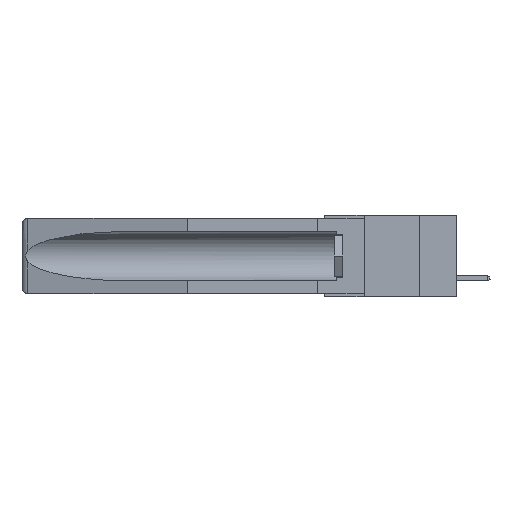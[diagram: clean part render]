
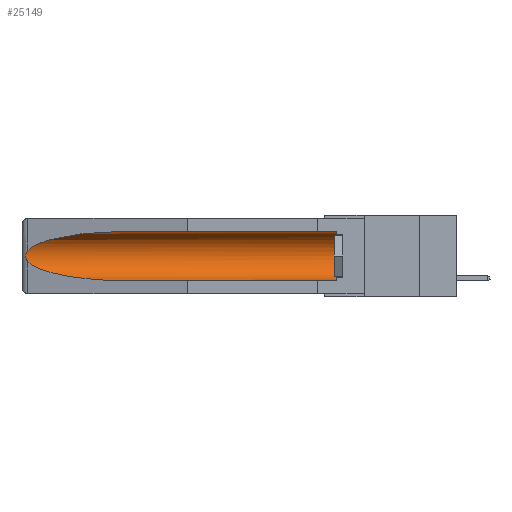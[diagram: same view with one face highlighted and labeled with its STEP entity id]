
A CAD part, left-side view. The second image highlights one B-rep face of the part: STEP entity #25149.
In plain terms, the highlighted cylindrical face has radius 2.857 mm (diameter 5.715 mm), a partial arc.
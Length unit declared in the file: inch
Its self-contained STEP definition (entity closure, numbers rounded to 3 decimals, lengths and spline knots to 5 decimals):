
#489 = CARTESIAN_POINT ( 'NONE',  ( 0.26537, 1.52718, -0.14972 ) ) ;
#1744 = CARTESIAN_POINT ( 'NONE',  ( 0.155, 1.07973, -0.284 ) ) ;
#1915 = CARTESIAN_POINT ( 'NONE',  ( 0.26537, 1.52718, -0.19328 ) ) ;
#2086 = CARTESIAN_POINT ( 'NONE',  ( 0.26654, 1.53092, -0.15636 ) ) ;
#2989 = DIRECTION ( 'NONE',  ( 0., 1., 0. ) ) ;
#3468 =( BOUNDED_CURVE ( )  B_SPLINE_CURVE ( 3, ( #19257, #12039, #28280, #24397 ),
 .UNSPECIFIED., .F., .F. ) 
 B_SPLINE_CURVE_WITH_KNOTS ( ( 4, 4 ),
 ( 4.71239, 6.08839 ),
 .UNSPECIFIED. ) 
 CURVE ( )  GEOMETRIC_REPRESENTATION_ITEM ( )  RATIONAL_B_SPLINE_CURVE ( ( 1., 0.848, 0.848, 1. ) ) 
 REPRESENTATION_ITEM ( '' )  );
#4024 = CARTESIAN_POINT ( 'NONE',  ( 0.2673, 1.5327, -0.16383 ) ) ;
#4034 = ORIENTED_EDGE ( 'NONE', *, *, #14142, .T. ) ;
#4919 = CARTESIAN_POINT ( 'NONE',  ( 0.155, 0.126, -0.059 ) ) ;
#6488 = CARTESIAN_POINT ( 'NONE',  ( 0.26655, 1.53094, -0.18657 ) ) ;
#7282 = VERTEX_POINT ( 'NONE', #4919 ) ;
#8509 = CARTESIAN_POINT ( 'NONE',  ( 0.26597, 1.52961, -0.15275 ) ) ;
#8845 = LINE ( 'NONE', #26429, #26614 ) ;
#8979 = ORIENTED_EDGE ( 'NONE', *, *, #10767, .T. ) ;
#9108 = CARTESIAN_POINT ( 'NONE',  ( 0.2675, 1.53308, -0.17534 ) ) ;
#10386 = ORIENTED_EDGE ( 'NONE', *, *, #16651, .F. ) ;
#10582 = DIRECTION ( 'NONE',  ( 0., -1., 0. ) ) ;
#10767 = EDGE_CURVE ( 'NONE', #17323, #12197, #21569, .T. ) ;
#10978 = CARTESIAN_POINT ( 'NONE',  ( 0.21114, 1.30732, -0.284 ) ) ;
#11009 = AXIS2_PLACEMENT_3D ( 'NONE', #16943, #2989, #28808 ) ;
#11126 = B_SPLINE_CURVE_WITH_KNOTS ( 'NONE', 3,
 ( #19998, #8509, #2086, #4024, #18402, #9108, #27196, #6488, #20700, #20609 ),
 .UNSPECIFIED., .F., .F.,
 ( 4, 2, 2, 2, 4 ),
 ( 0., 0.00029, 0.00058, 0.00087, 0.00117 ),
 .UNSPECIFIED. ) ;
#12039 = CARTESIAN_POINT ( 'NONE',  ( 0.21114, 1.30732, -0.059 ) ) ;
#12197 = VERTEX_POINT ( 'NONE', #1744 ) ;
#12522 = AXIS2_PLACEMENT_3D ( 'NONE', #22106, #10582, #26653 ) ;
#13517 = VERTEX_POINT ( 'NONE', #489 ) ;
#14076 = ORIENTED_EDGE ( 'NONE', *, *, #18053, .T. ) ;
#14142 = EDGE_CURVE ( 'NONE', #13517, #17323, #11126, .T. ) ;
#14926 = DIRECTION ( 'NONE',  ( 0., 1., 0. ) ) ;
#15297 = VECTOR ( 'NONE', #23101, 39.37008 ) ;
#15339 = CARTESIAN_POINT ( 'NONE',  ( 0.26537, 1.52718, -0.19328 ) ) ;
#15664 = LINE ( 'NONE', #20745, #15297 ) ;
#16529 = EDGE_CURVE ( 'NONE', #21131, #13517, #3468, .T. ) ;
#16651 = EDGE_CURVE ( 'NONE', #17439, #12197, #8845, .T. ) ;
#16926 = FACE_OUTER_BOUND ( 'NONE', #22873, .T. ) ;
#16943 = CARTESIAN_POINT ( 'NONE',  ( 0.155, -0.30754, -0.1715 ) ) ;
#17323 = VERTEX_POINT ( 'NONE', #15339 ) ;
#17439 = VERTEX_POINT ( 'NONE', #29279 ) ;
#18053 = EDGE_CURVE ( 'NONE', #7282, #21131, #15664, .T. ) ;
#18402 = CARTESIAN_POINT ( 'NONE',  ( 0.2675, 1.53308, -0.16763 ) ) ;
#18805 = EDGE_CURVE ( 'NONE', #17439, #7282, #25085, .T. ) ;
#19257 = CARTESIAN_POINT ( 'NONE',  ( 0.155, 1.07973, -0.059 ) ) ;
#19998 = CARTESIAN_POINT ( 'NONE',  ( 0.26537, 1.52718, -0.14972 ) ) ;
#20334 = CARTESIAN_POINT ( 'NONE',  ( 0.155, 1.07973, -0.284 ) ) ;
#20609 = CARTESIAN_POINT ( 'NONE',  ( 0.26537, 1.52718, -0.19328 ) ) ;
#20700 = CARTESIAN_POINT ( 'NONE',  ( 0.26597, 1.5296, -0.19026 ) ) ;
#20745 = CARTESIAN_POINT ( 'NONE',  ( 0.155, -0.30754, -0.059 ) ) ;
#21131 = VERTEX_POINT ( 'NONE', #29826 ) ;
#21259 = CYLINDRICAL_SURFACE ( 'NONE', #11009, 0.1125 ) ;
#21569 =( BOUNDED_CURVE ( )  B_SPLINE_CURVE ( 3, ( #1915, #29594, #10978, #20334 ),
 .UNSPECIFIED., .F., .F. ) 
 B_SPLINE_CURVE_WITH_KNOTS ( ( 4, 4 ),
 ( 0.1948, 1.5708 ),
 .UNSPECIFIED. ) 
 CURVE ( )  GEOMETRIC_REPRESENTATION_ITEM ( )  RATIONAL_B_SPLINE_CURVE ( ( 1., 0.848, 0.848, 1. ) ) 
 REPRESENTATION_ITEM ( '' )  );
#22106 = CARTESIAN_POINT ( 'NONE',  ( 0.155, 0.126, -0.1715 ) ) ;
#22873 = EDGE_LOOP ( 'NONE', ( #29999, #4034, #8979, #10386, #29334, #14076 ) ) ;
#23101 = DIRECTION ( 'NONE',  ( 0., 1., 0. ) ) ;
#24397 = CARTESIAN_POINT ( 'NONE',  ( 0.26537, 1.52718, -0.14972 ) ) ;
#25085 = CIRCLE ( 'NONE', #12522, 0.1125 ) ;
#25149 = ADVANCED_FACE ( 'NONE', ( #16926 ), #21259, .F. ) ;
#26429 = CARTESIAN_POINT ( 'NONE',  ( 0.155, -0.30754, -0.284 ) ) ;
#26614 = VECTOR ( 'NONE', #14926, 39.37008 ) ;
#26653 = DIRECTION ( 'NONE',  ( 0., 0., 1. ) ) ;
#27196 = CARTESIAN_POINT ( 'NONE',  ( 0.2673, 1.53269, -0.17917 ) ) ;
#28280 = CARTESIAN_POINT ( 'NONE',  ( 0.25451, 1.48313, -0.09465 ) ) ;
#28808 = DIRECTION ( 'NONE',  ( 0., 0., 1. ) ) ;
#29279 = CARTESIAN_POINT ( 'NONE',  ( 0.155, 0.126, -0.284 ) ) ;
#29334 = ORIENTED_EDGE ( 'NONE', *, *, #18805, .T. ) ;
#29594 = CARTESIAN_POINT ( 'NONE',  ( 0.25451, 1.48313, -0.24835 ) ) ;
#29826 = CARTESIAN_POINT ( 'NONE',  ( 0.155, 1.07973, -0.059 ) ) ;
#29999 = ORIENTED_EDGE ( 'NONE', *, *, #16529, .T. ) ;
